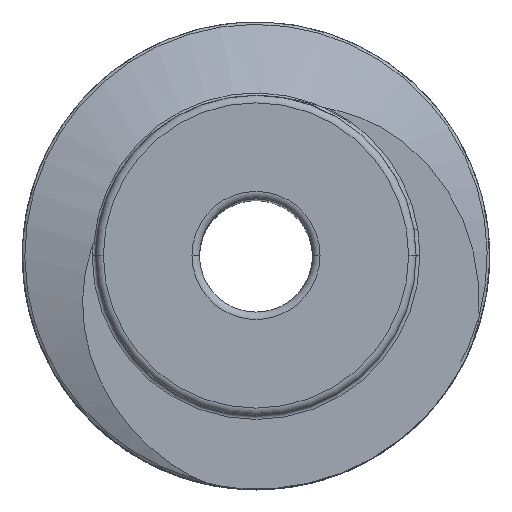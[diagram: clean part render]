
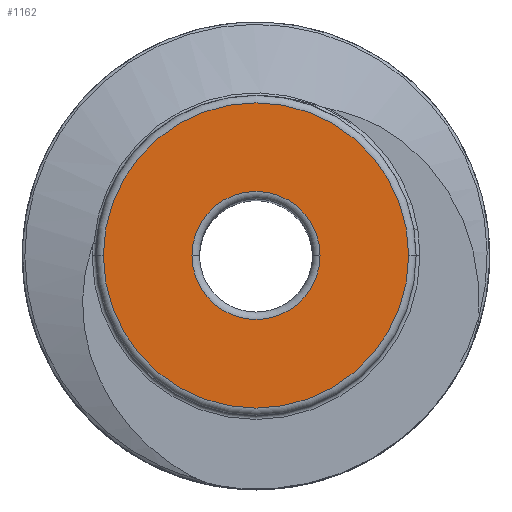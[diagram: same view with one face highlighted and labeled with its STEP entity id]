
A CAD part, top view. The second image highlights one B-rep face of the part: STEP entity #1162.
In plain terms, the highlighted planar face has unit normal (0, 0, 1).
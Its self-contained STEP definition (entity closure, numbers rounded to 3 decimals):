
#535 = CARTESIAN_POINT ( 'NONE',  ( 1.7, 0., 13.5 ) ) ;
#625 = CARTESIAN_POINT ( 'NONE',  ( 0., 0., 13.5 ) ) ;
#670 = AXIS2_PLACEMENT_3D ( 'NONE', #9318, #8478, #6224 ) ;
#798 = AXIS2_PLACEMENT_3D ( 'NONE', #2312, #1692, #6797 ) ;
#834 = CARTESIAN_POINT ( 'NONE',  ( 0., 0., 13.5 ) ) ;
#842 = ORIENTED_EDGE ( 'NONE', *, *, #9548, .T. ) ;
#1054 = EDGE_CURVE ( 'NONE', #8217, #3673, #2707, .T. ) ;
#1162 = ADVANCED_FACE ( 'NONE', ( #8466, #2485 ), #2534, .T. ) ;
#1391 = AXIS2_PLACEMENT_3D ( 'NONE', #6828, #4469, #3704 ) ;
#1571 = ORIENTED_EDGE ( 'NONE', *, *, #1054, .T. ) ;
#1692 = DIRECTION ( 'NONE',  ( 0., 0., -1. ) ) ;
#2312 = CARTESIAN_POINT ( 'NONE',  ( 0., 0., 13.5 ) ) ;
#2386 = ORIENTED_EDGE ( 'NONE', *, *, #2597, .T. ) ;
#2485 = FACE_OUTER_BOUND ( 'NONE', #9326, .T. ) ;
#2534 = PLANE ( 'NONE',  #670 ) ;
#2597 = EDGE_CURVE ( 'NONE', #3673, #8217, #7758, .T. ) ;
#2707 = CIRCLE ( 'NONE', #798, 1.7 ) ;
#2714 = EDGE_LOOP ( 'NONE', ( #1571, #2386 ) ) ;
#2952 = CARTESIAN_POINT ( 'NONE',  ( -4.05, 0., 13.5 ) ) ;
#3097 = VERTEX_POINT ( 'NONE', #8877 ) ;
#3641 = AXIS2_PLACEMENT_3D ( 'NONE', #834, #9048, #9023 ) ;
#3673 = VERTEX_POINT ( 'NONE', #4295 ) ;
#3704 = DIRECTION ( 'NONE',  ( 1., 0., 0. ) ) ;
#4065 = EDGE_CURVE ( 'NONE', #9577, #3097, #4199, .T. ) ;
#4199 = CIRCLE ( 'NONE', #1391, 4.05 ) ;
#4295 = CARTESIAN_POINT ( 'NONE',  ( -1.7, 0., 13.5 ) ) ;
#4448 = CIRCLE ( 'NONE', #3641, 4.05 ) ;
#4469 = DIRECTION ( 'NONE',  ( 0., 0., 1. ) ) ;
#6224 = DIRECTION ( 'NONE',  ( 1., 0., 0. ) ) ;
#6797 = DIRECTION ( 'NONE',  ( 1., 0., 0. ) ) ;
#6828 = CARTESIAN_POINT ( 'NONE',  ( 0., 0., 13.5 ) ) ;
#7350 = DIRECTION ( 'NONE',  ( 0., 0., -1. ) ) ;
#7758 = CIRCLE ( 'NONE', #9639, 1.7 ) ;
#8097 = ORIENTED_EDGE ( 'NONE', *, *, #4065, .T. ) ;
#8217 = VERTEX_POINT ( 'NONE', #535 ) ;
#8466 = FACE_BOUND ( 'NONE', #2714, .T. ) ;
#8478 = DIRECTION ( 'NONE',  ( 0., 0., 1. ) ) ;
#8877 = CARTESIAN_POINT ( 'NONE',  ( 4.05, 0., 13.5 ) ) ;
#8934 = DIRECTION ( 'NONE',  ( 1., 0., 0. ) ) ;
#9023 = DIRECTION ( 'NONE',  ( 1., 0., 0. ) ) ;
#9048 = DIRECTION ( 'NONE',  ( 0., 0., 1. ) ) ;
#9318 = CARTESIAN_POINT ( 'NONE',  ( 0., 0., 13.5 ) ) ;
#9326 = EDGE_LOOP ( 'NONE', ( #842, #8097 ) ) ;
#9548 = EDGE_CURVE ( 'NONE', #3097, #9577, #4448, .T. ) ;
#9577 = VERTEX_POINT ( 'NONE', #2952 ) ;
#9639 = AXIS2_PLACEMENT_3D ( 'NONE', #625, #7350, #8934 ) ;
